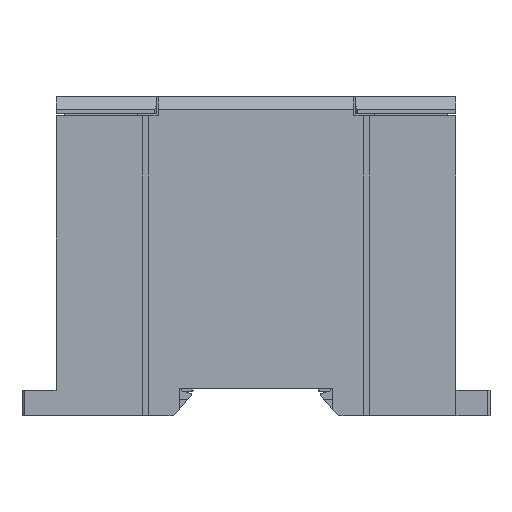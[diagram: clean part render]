
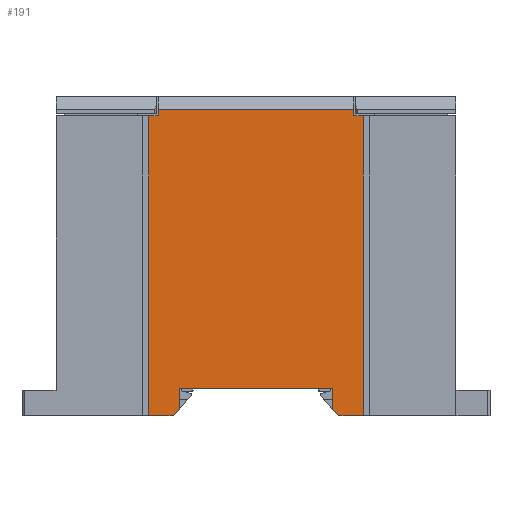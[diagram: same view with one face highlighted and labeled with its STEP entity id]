
A CAD part, left-side view. The second image highlights one B-rep face of the part: STEP entity #191.
In plain terms, the highlighted planar face has unit normal (-1, 0, 0).
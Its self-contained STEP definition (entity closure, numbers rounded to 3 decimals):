
#191 = ADVANCED_FACE ( 'NONE', ( #86713 ), #61248, .T. ) ;
#1034 = CARTESIAN_POINT ( 'NONE',  ( 0., 66.5, -79.633 ) ) ;
#1532 = VECTOR ( 'NONE', #48595, 1000. ) ;
#1671 = VERTEX_POINT ( 'NONE', #1034 ) ;
#1731 = VECTOR ( 'NONE', #87282, 1000. ) ;
#2464 = VECTOR ( 'NONE', #77353, 1000. ) ;
#2739 = VERTEX_POINT ( 'NONE', #44175 ) ;
#3736 = CARTESIAN_POINT ( 'NONE',  ( 0., 94., -9.133 ) ) ;
#3770 = LINE ( 'NONE', #13612, #56302 ) ;
#4586 = CARTESIAN_POINT ( 'NONE',  ( 0., 27.5, -79.633 ) ) ;
#4726 = DIRECTION ( 'NONE',  ( -1., 0., 0. ) ) ;
#6028 = CARTESIAN_POINT ( 'NONE',  ( 0., 29., -73.283 ) ) ;
#9331 = VERTEX_POINT ( 'NONE', #79930 ) ;
#10483 = LINE ( 'NONE', #87477, #22511 ) ;
#11637 = DIRECTION ( 'NONE',  ( 0., 1., 0. ) ) ;
#11843 = LINE ( 'NONE', #55204, #19482 ) ;
#13612 = CARTESIAN_POINT ( 'NONE',  ( 0., 70., -16.261 ) ) ;
#13748 = VECTOR ( 'NONE', #17625, 1000. ) ;
#14056 = CARTESIAN_POINT ( 'NONE',  ( 0., 65., -73.283 ) ) ;
#14535 = CARTESIAN_POINT ( 'NONE',  ( 0., 27.5, -79.633 ) ) ;
#14837 = ORIENTED_EDGE ( 'NONE', *, *, #51786, .F. ) ;
#16546 = CARTESIAN_POINT ( 'NONE',  ( 0., 29., -78.133 ) ) ;
#17007 = LINE ( 'NONE', #72984, #13748 ) ;
#17335 = ORIENTED_EDGE ( 'NONE', *, *, #62468, .F. ) ;
#17496 = VECTOR ( 'NONE', #47649, 1000. ) ;
#17625 = DIRECTION ( 'NONE',  ( 0., 1., 0. ) ) ;
#18255 = VERTEX_POINT ( 'NONE', #6028 ) ;
#18782 = VECTOR ( 'NONE', #11637, 1000. ) ;
#18989 = CARTESIAN_POINT ( 'NONE',  ( 0., 24., -16.261 ) ) ;
#19482 = VECTOR ( 'NONE', #27409, 1000. ) ;
#19977 = ORIENTED_EDGE ( 'NONE', *, *, #70501, .F. ) ;
#20021 = ORIENTED_EDGE ( 'NONE', *, *, #83238, .F. ) ;
#21372 = VECTOR ( 'NONE', #26471, 1000. ) ;
#21851 = LINE ( 'NONE', #18989, #17496 ) ;
#22286 = DIRECTION ( 'NONE',  ( 0., 1., 0. ) ) ;
#22511 = VECTOR ( 'NONE', #74298, 1000. ) ;
#23231 = CARTESIAN_POINT ( 'NONE',  ( 0., 70., -9.133 ) ) ;
#24125 = VERTEX_POINT ( 'NONE', #43908 ) ;
#25393 = ORIENTED_EDGE ( 'NONE', *, *, #55641, .F. ) ;
#26471 = DIRECTION ( 'NONE',  ( 0., 0., 1. ) ) ;
#27085 = CARTESIAN_POINT ( 'NONE',  ( 0., 72.2, -9.133 ) ) ;
#27388 = CARTESIAN_POINT ( 'NONE',  ( 0., 66.5, -79.633 ) ) ;
#27409 = DIRECTION ( 'NONE',  ( 0., 0., -1. ) ) ;
#27839 = CARTESIAN_POINT ( 'NONE',  ( 0., 70., -7.633 ) ) ;
#29986 = VECTOR ( 'NONE', #22286, 1000. ) ;
#33441 = ORIENTED_EDGE ( 'NONE', *, *, #81369, .F. ) ;
#33858 = VERTEX_POINT ( 'NONE', #68224 ) ;
#34544 = VECTOR ( 'NONE', #48488, 1000. ) ;
#36048 = VERTEX_POINT ( 'NONE', #16546 ) ;
#36267 = VECTOR ( 'NONE', #56089, 1000. ) ;
#38307 = EDGE_CURVE ( 'NONE', #74504, #2739, #46483, .T. ) ;
#40789 = CARTESIAN_POINT ( 'NONE',  ( 0., 21.8, -79.633 ) ) ;
#43153 = VERTEX_POINT ( 'NONE', #44276 ) ;
#43908 = CARTESIAN_POINT ( 'NONE',  ( 0., 72.2, -79.633 ) ) ;
#44175 = CARTESIAN_POINT ( 'NONE',  ( 0., 21.8, -9.133 ) ) ;
#44276 = CARTESIAN_POINT ( 'NONE',  ( 0., 70., -7.633 ) ) ;
#44669 = ORIENTED_EDGE ( 'NONE', *, *, #78933, .F. ) ;
#46311 = VERTEX_POINT ( 'NONE', #14535 ) ;
#46356 = LINE ( 'NONE', #14056, #29986 ) ;
#46483 = LINE ( 'NONE', #40789, #21372 ) ;
#47649 = DIRECTION ( 'NONE',  ( 0., 0., 1. ) ) ;
#48192 = VERTEX_POINT ( 'NONE', #27085 ) ;
#48488 = DIRECTION ( 'NONE',  ( 0., -1., 0. ) ) ;
#48595 = DIRECTION ( 'NONE',  ( 0., 1., 0. ) ) ;
#48786 = LINE ( 'NONE', #54615, #34544 ) ;
#49243 = EDGE_CURVE ( 'NONE', #81401, #33858, #21851, .T. ) ;
#49744 = VERTEX_POINT ( 'NONE', #81951 ) ;
#50410 = LINE ( 'NONE', #27388, #36267 ) ;
#51786 = EDGE_CURVE ( 'NONE', #74504, #46311, #79001, .T. ) ;
#53034 = DIRECTION ( 'NONE',  ( 0., 0., 1. ) ) ;
#53716 = ORIENTED_EDGE ( 'NONE', *, *, #55651, .F. ) ;
#54615 = CARTESIAN_POINT ( 'NONE',  ( 0., 0., -9.133 ) ) ;
#55204 = CARTESIAN_POINT ( 'NONE',  ( 0., 65., -78.133 ) ) ;
#55641 = EDGE_CURVE ( 'NONE', #24125, #48192, #10483, .T. ) ;
#55651 = EDGE_CURVE ( 'NONE', #46311, #36048, #73957, .T. ) ;
#56065 = DIRECTION ( 'NONE',  ( 0., 0., 1. ) ) ;
#56089 = DIRECTION ( 'NONE',  ( 0., 0.707, -0.707 ) ) ;
#56302 = VECTOR ( 'NONE', #56065, 1000. ) ;
#57324 = LINE ( 'NONE', #27839, #1532 ) ;
#57823 = CARTESIAN_POINT ( 'NONE',  ( 0., 21.8, -79.633 ) ) ;
#58950 = EDGE_LOOP ( 'NONE', ( #63943, #59719, #80193, #33441, #25393, #76843, #88141, #44669, #19977, #20021, #53716, #14837, #71834, #17335 ) ) ;
#59719 = ORIENTED_EDGE ( 'NONE', *, *, #87782, .T. ) ;
#60368 = CARTESIAN_POINT ( 'NONE',  ( 0., 0., 0. ) ) ;
#61248 = PLANE ( 'NONE',  #84840 ) ;
#62468 = EDGE_CURVE ( 'NONE', #81401, #2739, #48786, .T. ) ;
#62990 = EDGE_CURVE ( 'NONE', #1671, #24125, #17007, .T. ) ;
#63943 = ORIENTED_EDGE ( 'NONE', *, *, #49243, .T. ) ;
#64178 = CARTESIAN_POINT ( 'NONE',  ( 0., 29., -73.283 ) ) ;
#68224 = CARTESIAN_POINT ( 'NONE',  ( 0., 24., -7.633 ) ) ;
#70501 = EDGE_CURVE ( 'NONE', #18255, #9331, #46356, .T. ) ;
#71834 = ORIENTED_EDGE ( 'NONE', *, *, #38307, .T. ) ;
#72984 = CARTESIAN_POINT ( 'NONE',  ( 0., 94., -79.633 ) ) ;
#73957 = LINE ( 'NONE', #81661, #82779 ) ;
#73976 = LINE ( 'NONE', #3736, #1731 ) ;
#74298 = DIRECTION ( 'NONE',  ( 0., 0., 1. ) ) ;
#74504 = VERTEX_POINT ( 'NONE', #57823 ) ;
#74671 = CARTESIAN_POINT ( 'NONE',  ( 0., 24., -9.133 ) ) ;
#75833 = LINE ( 'NONE', #64178, #2464 ) ;
#76843 = ORIENTED_EDGE ( 'NONE', *, *, #62990, .F. ) ;
#77353 = DIRECTION ( 'NONE',  ( 0., 0., 1. ) ) ;
#78933 = EDGE_CURVE ( 'NONE', #9331, #49744, #11843, .T. ) ;
#79001 = LINE ( 'NONE', #4586, #18782 ) ;
#79930 = CARTESIAN_POINT ( 'NONE',  ( 0., 65., -73.283 ) ) ;
#80193 = ORIENTED_EDGE ( 'NONE', *, *, #86438, .F. ) ;
#81369 = EDGE_CURVE ( 'NONE', #48192, #81668, #73976, .T. ) ;
#81401 = VERTEX_POINT ( 'NONE', #74671 ) ;
#81661 = CARTESIAN_POINT ( 'NONE',  ( 0., 29., -78.133 ) ) ;
#81668 = VERTEX_POINT ( 'NONE', #23231 ) ;
#81951 = CARTESIAN_POINT ( 'NONE',  ( 0., 65., -78.133 ) ) ;
#82779 = VECTOR ( 'NONE', #82872, 1000. ) ;
#82872 = DIRECTION ( 'NONE',  ( 0., 0.707, 0.707 ) ) ;
#83238 = EDGE_CURVE ( 'NONE', #36048, #18255, #75833, .T. ) ;
#83871 = EDGE_CURVE ( 'NONE', #49744, #1671, #50410, .T. ) ;
#84840 = AXIS2_PLACEMENT_3D ( 'NONE', #60368, #4726, #53034 ) ;
#86438 = EDGE_CURVE ( 'NONE', #81668, #43153, #3770, .T. ) ;
#86713 = FACE_OUTER_BOUND ( 'NONE', #58950, .T. ) ;
#87282 = DIRECTION ( 'NONE',  ( 0., -1., 0. ) ) ;
#87477 = CARTESIAN_POINT ( 'NONE',  ( 0., 72.2, -79.633 ) ) ;
#87782 = EDGE_CURVE ( 'NONE', #33858, #43153, #57324, .T. ) ;
#88141 = ORIENTED_EDGE ( 'NONE', *, *, #83871, .F. ) ;
